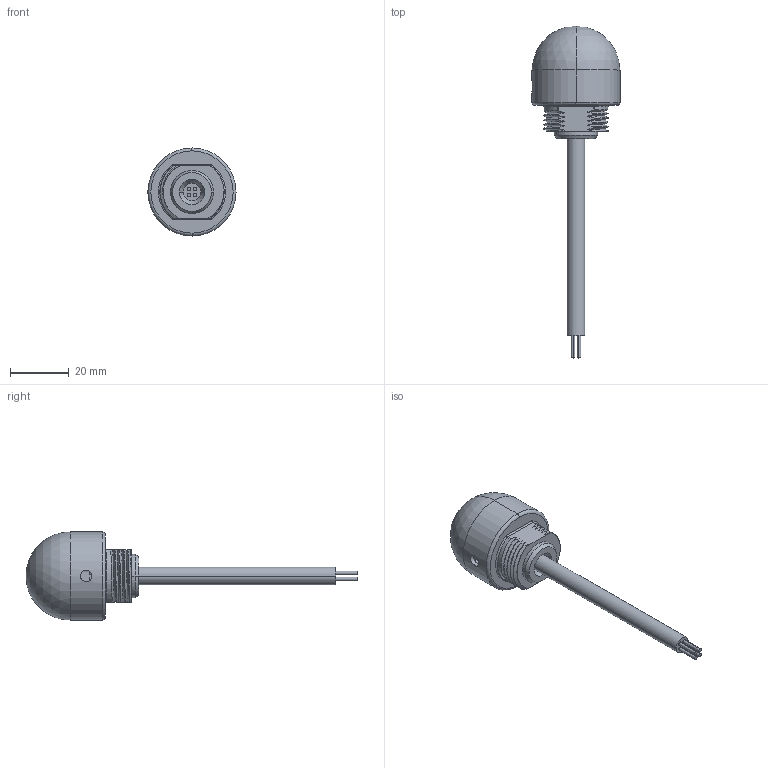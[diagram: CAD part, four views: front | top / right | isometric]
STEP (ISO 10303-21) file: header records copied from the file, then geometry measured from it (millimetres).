
FILE_DESCRIPTION((''),'2;1');
FILE_NAME('173690_ASM','2013-07-12T',('pdmadmin'),(''),'PRO/ENGINEER BY PARAMETRIC TECHNOLOGY CORPORATION, 2012300','PRO/ENGINEER BY PARAMETRIC TECHNOLOGY CORPORATION, 2012300','');
FILE_SCHEMA(('CONFIG_CONTROL_DESIGN'));
Products named in the file (6): 153876; 133593; 136797_ASM; 32626; 40545_ASSEMBLY; 173690_ASM
Assembly tree (5 placements, depth 3):
  173690_ASM
    153876
    136797_ASM
      133593
    32626
    40545_ASSEMBLY
Bounding box: 30 x 113.11 x 30 mm (x, y, z)
Volume: 10762.3 mm3; surface area: 10218.9 mm2
Topology: 4 solids, 4 shells, 219 faces, 542 edges, 340 vertices
Faces by surface type: cylinder 67, bspline 57, plane 46, torus 20, cone 18, sphere 11
Entity records: 13658 total; most frequent: CARTESIAN_POINT 8716, ORIENTED_EDGE 1076, DIRECTION 909, EDGE_CURVE 538, AXIS2_PLACEMENT_3D 390, VERTEX_POINT 340, EDGE_LOOP 238, FACE_OUTER_BOUND 219
